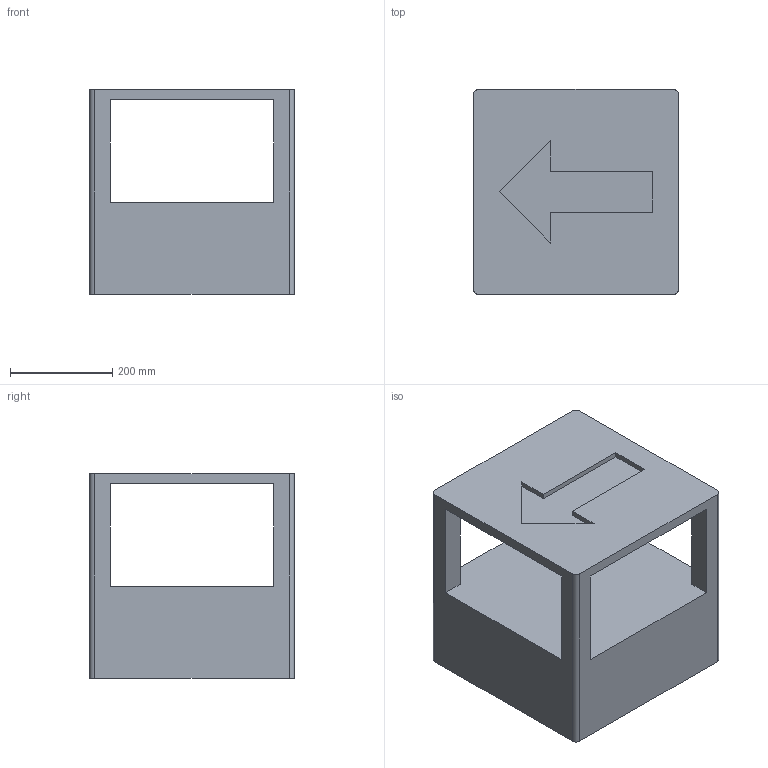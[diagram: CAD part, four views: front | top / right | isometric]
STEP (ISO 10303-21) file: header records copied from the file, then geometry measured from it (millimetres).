
FILE_DESCRIPTION (( 'STEP AP214' ), '1' );
FILE_NAME ('chassis.STEP', '2020-05-28T11:10:23', ( '' ), ( '' ), 'SwSTEP 2.0', 'SolidWorks 2020', '' );
FILE_SCHEMA (( 'AUTOMOTIVE_DESIGN' ));
Length unit declared in the file: millimetre
Products named in the file (1): chassis
Bounding box: 400 x 400 x 400 mm (x, y, z)
Volume: 32985663.7 mm3; surface area: 1076989.5 mm2
Topology: 1 solids, 1 shells, 28 faces, 81 edges, 54 vertices
Faces by surface type: plane 24, cylinder 4
Entity records: 1047 total; most frequent: CARTESIAN_POINT 164, ORIENTED_EDGE 162, DIRECTION 147, EDGE_CURVE 81, LINE 73, VECTOR 73, VERTEX_POINT 54, AXIS2_PLACEMENT_3D 37
